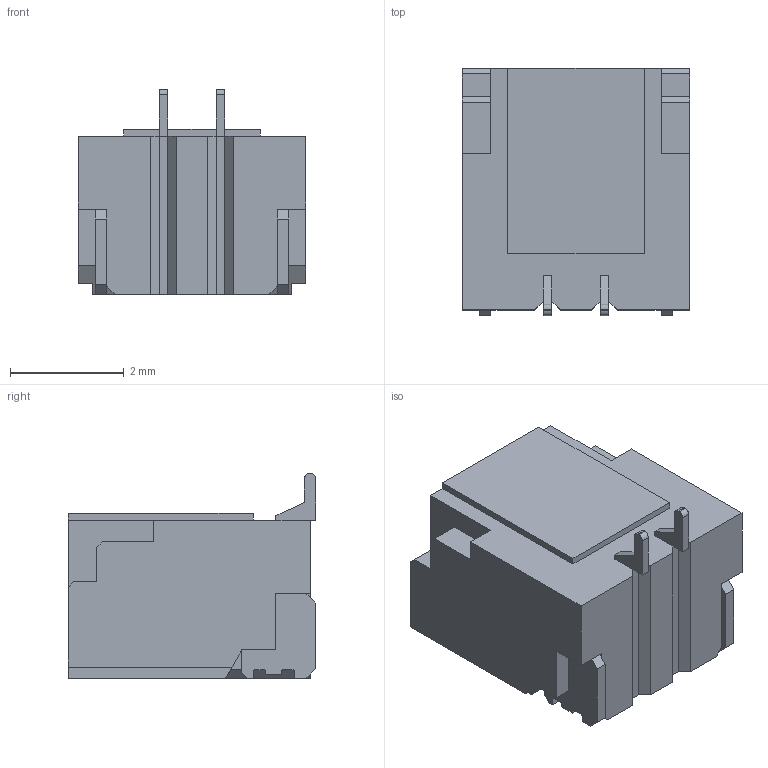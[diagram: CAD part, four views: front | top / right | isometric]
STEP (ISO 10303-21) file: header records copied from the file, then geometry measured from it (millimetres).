
FILE_DESCRIPTION(/* description */ (''),/* implementation_level */ '2;1');
FILE_NAME(/* name */ 'BM02B-SRSS-TB-LF--SN---3DModel-STEP-56544 v2.step',/* time_stamp */ '2023-04-30T20:16:38+01:00',/* author */ (''),/* organization */ (''),/* preprocessor_version */ 'ST-DEVELOPER v19.2',/* originating_system */ 'Autodesk Translation Framework v12.4.0.73',/* authorisation */ '');
FILE_SCHEMA (('AUTOMOTIVE_DESIGN { 1 0 10303 214 3 1 1 }'));
Length unit declared in the file: millimetre
Products named in the file (1): BM02B-SRSS-TB-LF--SN---3DModel-STEP-56544
Bounding box: 4 x 4.35 x 3.6 mm (x, y, z)
Volume: 26.8 mm3; surface area: 145.3 mm2
Topology: 9 solids, 9 shells, 205 faces, 530 edges, 346 vertices
Faces by surface type: plane 189, cylinder 16
Entity records: 6159 total; most frequent: CARTESIAN_POINT 1082, ORIENTED_EDGE 1060, DIRECTION 974, EDGE_CURVE 530, LINE 498, VECTOR 498, VERTEX_POINT 346, AXIS2_PLACEMENT_3D 238
